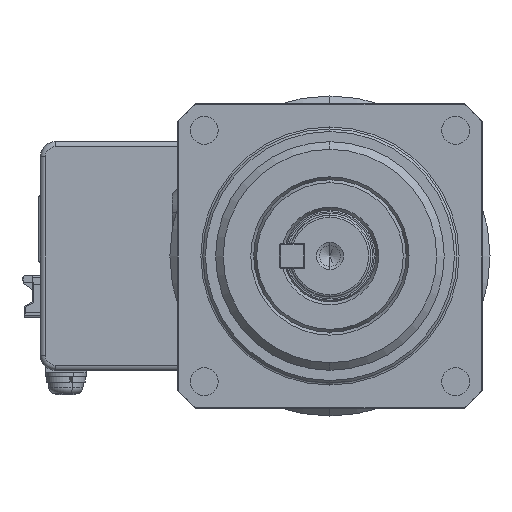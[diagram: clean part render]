
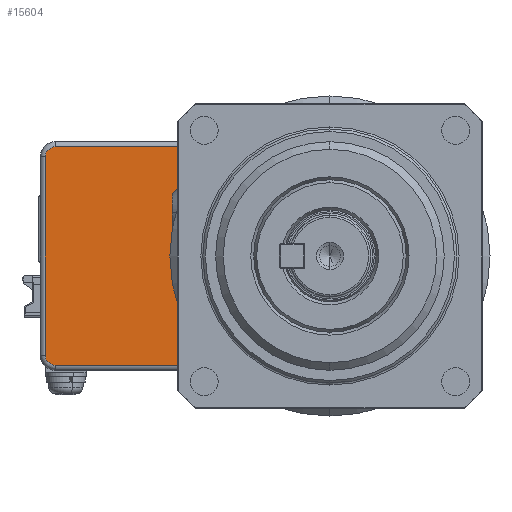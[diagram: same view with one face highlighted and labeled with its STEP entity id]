
A CAD part, left-side view. The second image highlights one B-rep face of the part: STEP entity #15604.
In plain terms, the highlighted planar face has unit normal (-1, 0, 0).
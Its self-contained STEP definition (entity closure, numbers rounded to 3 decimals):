
#1858 = CARTESIAN_POINT ( 'NONE',  ( -47., 0., -50. ) ) ;
#3277 = LINE ( 'NONE', #111219, #107842 ) ;
#5079 = ORIENTED_EDGE ( 'NONE', *, *, #79523, .T. ) ;
#11145 = CIRCLE ( 'NONE', #103979, 2. ) ;
#13239 = CARTESIAN_POINT ( 'NONE',  ( -47., 57.5, -50. ) ) ;
#13881 = VECTOR ( 'NONE', #84894, 1000. ) ;
#14065 = DIRECTION ( 'NONE',  ( 0., -1., 0. ) ) ;
#15604 = ADVANCED_FACE ( 'NONE', ( #79821 ), #77504, .F. ) ;
#16184 = EDGE_CURVE ( 'NONE', #61544, #121758, #24108, .T. ) ;
#18052 = VERTEX_POINT ( 'NONE', #72001 ) ;
#18802 = AXIS2_PLACEMENT_3D ( 'NONE', #74168, #41605, #96705 ) ;
#21222 = CARTESIAN_POINT ( 'NONE',  ( -47., 82.5, -48. ) ) ;
#21396 = DIRECTION ( 'NONE',  ( 0., 0., -1. ) ) ;
#24108 = LINE ( 'NONE', #1858, #131988 ) ;
#25713 = LINE ( 'NONE', #83042, #13881 ) ;
#32405 = CARTESIAN_POINT ( 'NONE',  ( -47., 82.5, -50. ) ) ;
#34270 = EDGE_CURVE ( 'NONE', #88026, #49429, #61751, .T. ) ;
#40646 = EDGE_CURVE ( 'NONE', #18052, #121758, #72000, .T. ) ;
#41605 = DIRECTION ( 'NONE',  ( -1., 0., 0. ) ) ;
#49429 = VERTEX_POINT ( 'NONE', #88883 ) ;
#53520 = ORIENTED_EDGE ( 'NONE', *, *, #86897, .T. ) ;
#61544 = VERTEX_POINT ( 'NONE', #32405 ) ;
#61751 = CIRCLE ( 'NONE', #18802, 2. ) ;
#65230 = DIRECTION ( 'NONE',  ( 0., 0., -1. ) ) ;
#72000 = LINE ( 'NONE', #118452, #125904 ) ;
#72001 = CARTESIAN_POINT ( 'NONE',  ( -47., 57.5, -7. ) ) ;
#74168 = CARTESIAN_POINT ( 'NONE',  ( -47., 82.5, -9. ) ) ;
#77504 = PLANE ( 'NONE',  #114494 ) ;
#79523 = EDGE_CURVE ( 'NONE', #18052, #88026, #3277, .T. ) ;
#79821 = FACE_OUTER_BOUND ( 'NONE', #98905, .T. ) ;
#82168 = EDGE_CURVE ( 'NONE', #108946, #61544, #11145, .T. ) ;
#83042 = CARTESIAN_POINT ( 'NONE',  ( -47., 84.5, 0. ) ) ;
#84894 = DIRECTION ( 'NONE',  ( 0., 0., -1. ) ) ;
#85213 = ORIENTED_EDGE ( 'NONE', *, *, #82168, .T. ) ;
#86271 = DIRECTION ( 'NONE',  ( 0., 0., -1. ) ) ;
#86897 = EDGE_CURVE ( 'NONE', #49429, #108946, #25713, .T. ) ;
#88026 = VERTEX_POINT ( 'NONE', #126132 ) ;
#88883 = CARTESIAN_POINT ( 'NONE',  ( -47., 84.5, -9. ) ) ;
#89786 = ORIENTED_EDGE ( 'NONE', *, *, #16184, .T. ) ;
#96705 = DIRECTION ( 'NONE',  ( 0., 0., -1. ) ) ;
#97539 = DIRECTION ( 'NONE',  ( -1., 0., 0. ) ) ;
#98905 = EDGE_LOOP ( 'NONE', ( #85213, #89786, #114457, #5079, #128426, #53520 ) ) ;
#103979 = AXIS2_PLACEMENT_3D ( 'NONE', #21222, #97539, #86271 ) ;
#107842 = VECTOR ( 'NONE', #111683, 1000. ) ;
#108096 = CARTESIAN_POINT ( 'NONE',  ( -47., 0., 0. ) ) ;
#108946 = VERTEX_POINT ( 'NONE', #132168 ) ;
#111219 = CARTESIAN_POINT ( 'NONE',  ( -47., 82.5, -7. ) ) ;
#111683 = DIRECTION ( 'NONE',  ( 0., 1., 0. ) ) ;
#114457 = ORIENTED_EDGE ( 'NONE', *, *, #40646, .F. ) ;
#114494 = AXIS2_PLACEMENT_3D ( 'NONE', #108096, #131640, #65230 ) ;
#118452 = CARTESIAN_POINT ( 'NONE',  ( -47., 57.5, 0. ) ) ;
#121758 = VERTEX_POINT ( 'NONE', #13239 ) ;
#125904 = VECTOR ( 'NONE', #21396, 1000. ) ;
#126132 = CARTESIAN_POINT ( 'NONE',  ( -47., 82.5, -7. ) ) ;
#128426 = ORIENTED_EDGE ( 'NONE', *, *, #34270, .T. ) ;
#131640 = DIRECTION ( 'NONE',  ( 1., 0., 0. ) ) ;
#131988 = VECTOR ( 'NONE', #14065, 1000. ) ;
#132168 = CARTESIAN_POINT ( 'NONE',  ( -47., 84.5, -48. ) ) ;
